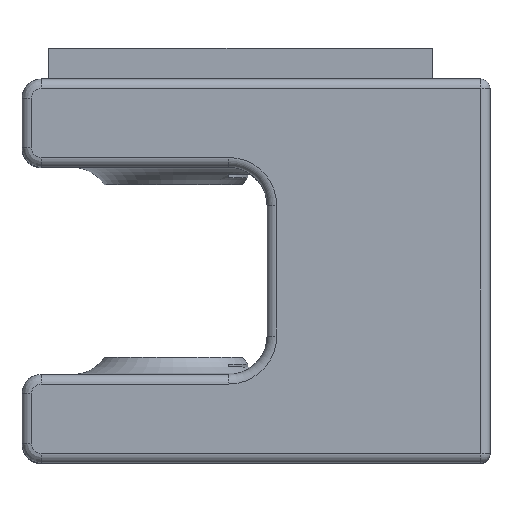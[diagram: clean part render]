
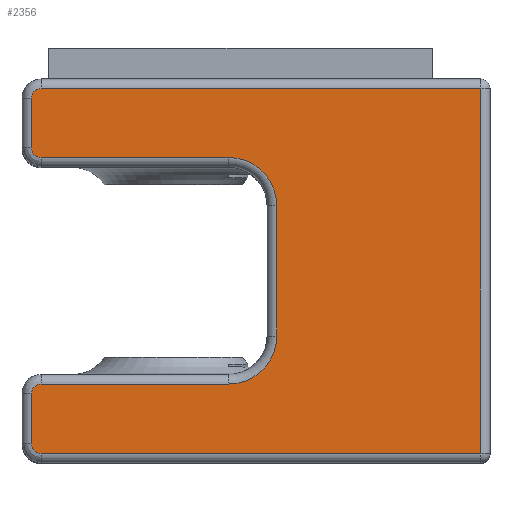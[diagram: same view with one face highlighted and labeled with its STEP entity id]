
A CAD part, top view. The second image highlights one B-rep face of the part: STEP entity #2356.
In plain terms, the highlighted planar face has unit normal (0, 0, 1).
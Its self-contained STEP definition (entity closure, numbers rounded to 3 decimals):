
#118=CIRCLE('',#2539,0.5);
#119=CIRCLE('',#2540,0.5);
#120=CIRCLE('',#2541,2.5);
#121=CIRCLE('',#2542,2.5);
#122=CIRCLE('',#2543,0.5);
#123=CIRCLE('',#2544,0.5);
#292=LINE('',#3700,#518);
#295=LINE('',#3706,#521);
#296=LINE('',#3708,#522);
#297=LINE('',#3712,#523);
#298=LINE('',#3716,#524);
#299=LINE('',#3720,#525);
#300=LINE('',#3724,#526);
#301=LINE('',#3728,#527);
#518=VECTOR('',#2932,10.);
#521=VECTOR('',#2939,10.);
#522=VECTOR('',#2940,10.);
#523=VECTOR('',#2943,10.);
#524=VECTOR('',#2946,10.);
#525=VECTOR('',#2949,10.);
#526=VECTOR('',#2952,10.);
#527=VECTOR('',#2955,10.);
#685=FACE_OUTER_BOUND('',#830,.T.);
#830=EDGE_LOOP('',(#1709,#1710,#1711,#1712,#1713,#1714,#1715,#1716,#1717,
#1718,#1719,#1720,#1721,#1722));
#1055=VERTEX_POINT('',#3688);
#1056=VERTEX_POINT('',#3692);
#1059=VERTEX_POINT('',#3705);
#1060=VERTEX_POINT('',#3707);
#1061=VERTEX_POINT('',#3709);
#1062=VERTEX_POINT('',#3711);
#1063=VERTEX_POINT('',#3713);
#1064=VERTEX_POINT('',#3715);
#1065=VERTEX_POINT('',#3717);
#1066=VERTEX_POINT('',#3719);
#1067=VERTEX_POINT('',#3721);
#1068=VERTEX_POINT('',#3723);
#1069=VERTEX_POINT('',#3725);
#1070=VERTEX_POINT('',#3727);
#1309=EDGE_CURVE('',#1056,#1055,#292,.T.);
#1312=EDGE_CURVE('',#1055,#1059,#295,.T.);
#1313=EDGE_CURVE('',#1060,#1056,#296,.T.);
#1314=EDGE_CURVE('',#1061,#1060,#118,.T.);
#1315=EDGE_CURVE('',#1062,#1061,#297,.T.);
#1316=EDGE_CURVE('',#1063,#1062,#119,.T.);
#1317=EDGE_CURVE('',#1064,#1063,#298,.T.);
#1318=EDGE_CURVE('',#1065,#1064,#120,.T.);
#1319=EDGE_CURVE('',#1066,#1065,#299,.T.);
#1320=EDGE_CURVE('',#1067,#1066,#121,.T.);
#1321=EDGE_CURVE('',#1068,#1067,#300,.T.);
#1322=EDGE_CURVE('',#1069,#1068,#122,.T.);
#1323=EDGE_CURVE('',#1070,#1069,#301,.T.);
#1324=EDGE_CURVE('',#1059,#1070,#123,.T.);
#1709=ORIENTED_EDGE('',*,*,#1312,.F.);
#1710=ORIENTED_EDGE('',*,*,#1309,.F.);
#1711=ORIENTED_EDGE('',*,*,#1313,.F.);
#1712=ORIENTED_EDGE('',*,*,#1314,.F.);
#1713=ORIENTED_EDGE('',*,*,#1315,.F.);
#1714=ORIENTED_EDGE('',*,*,#1316,.F.);
#1715=ORIENTED_EDGE('',*,*,#1317,.F.);
#1716=ORIENTED_EDGE('',*,*,#1318,.F.);
#1717=ORIENTED_EDGE('',*,*,#1319,.F.);
#1718=ORIENTED_EDGE('',*,*,#1320,.F.);
#1719=ORIENTED_EDGE('',*,*,#1321,.F.);
#1720=ORIENTED_EDGE('',*,*,#1322,.F.);
#1721=ORIENTED_EDGE('',*,*,#1323,.F.);
#1722=ORIENTED_EDGE('',*,*,#1324,.F.);
#2266=PLANE('',#2538);
#2356=ADVANCED_FACE('',(#685),#2266,.T.);
#2538=AXIS2_PLACEMENT_3D('',#3704,#2937,#2938);
#2539=AXIS2_PLACEMENT_3D('',#3710,#2941,#2942);
#2540=AXIS2_PLACEMENT_3D('',#3714,#2944,#2945);
#2541=AXIS2_PLACEMENT_3D('',#3718,#2947,#2948);
#2542=AXIS2_PLACEMENT_3D('',#3722,#2950,#2951);
#2543=AXIS2_PLACEMENT_3D('',#3726,#2953,#2954);
#2544=AXIS2_PLACEMENT_3D('',#3729,#2956,#2957);
#2932=DIRECTION('',(0.,-1.,0.));
#2937=DIRECTION('center_axis',(0.,0.,1.));
#2938=DIRECTION('ref_axis',(-1.,0.,0.));
#2939=DIRECTION('',(-1.,0.,0.));
#2940=DIRECTION('',(1.,0.,0.));
#2941=DIRECTION('center_axis',(0.,0.,-1.));
#2942=DIRECTION('ref_axis',(-0.707,0.707,0.));
#2943=DIRECTION('',(0.,1.,0.));
#2944=DIRECTION('center_axis',(0.,0.,-1.));
#2945=DIRECTION('ref_axis',(-0.707,-0.707,0.));
#2946=DIRECTION('',(-1.,0.,0.));
#2947=DIRECTION('center_axis',(0.,0.,1.));
#2948=DIRECTION('ref_axis',(0.707,0.707,0.));
#2949=DIRECTION('',(0.,1.,0.));
#2950=DIRECTION('center_axis',(0.,0.,1.));
#2951=DIRECTION('ref_axis',(0.707,-0.707,0.));
#2952=DIRECTION('',(1.,0.,0.));
#2953=DIRECTION('center_axis',(0.,0.,-1.));
#2954=DIRECTION('ref_axis',(-0.707,0.707,0.));
#2955=DIRECTION('',(0.,1.,0.));
#2956=DIRECTION('center_axis',(0.,0.,-1.));
#2957=DIRECTION('ref_axis',(-0.707,-0.707,0.));
#3688=CARTESIAN_POINT('',(21.921,32.223,18.378));
#3692=CARTESIAN_POINT('',(21.921,51.239,18.378));
#3700=CARTESIAN_POINT('',(21.921,46.735,18.378));
#3704=CARTESIAN_POINT('Origin',(8.727,41.731,18.378));
#3705=CARTESIAN_POINT('',(-0.968,32.223,18.378));
#3706=CARTESIAN_POINT('',(14.074,32.223,18.378));
#3707=CARTESIAN_POINT('',(-0.968,51.239,18.378));
#3708=CARTESIAN_POINT('',(3.379,51.239,18.378));
#3709=CARTESIAN_POINT('',(-1.468,50.739,18.378));
#3710=CARTESIAN_POINT('Origin',(-0.968,50.739,18.378));
#3711=CARTESIAN_POINT('',(-1.468,48.145,18.378));
#3712=CARTESIAN_POINT('',(-1.468,44.438,18.378));
#3713=CARTESIAN_POINT('',(-0.968,47.645,18.378));
#3714=CARTESIAN_POINT('Origin',(-0.968,48.145,18.378));
#3715=CARTESIAN_POINT('',(8.802,47.645,18.378));
#3716=CARTESIAN_POINT('',(9.764,47.645,18.378));
#3717=CARTESIAN_POINT('',(11.302,45.145,18.378));
#3718=CARTESIAN_POINT('Origin',(8.802,45.145,18.378));
#3719=CARTESIAN_POINT('',(11.302,38.339,18.378));
#3720=CARTESIAN_POINT('',(11.302,39.035,18.378));
#3721=CARTESIAN_POINT('',(8.802,35.839,18.378));
#3722=CARTESIAN_POINT('Origin',(8.802,38.339,18.378));
#3723=CARTESIAN_POINT('',(-0.968,35.839,18.378));
#3724=CARTESIAN_POINT('',(3.379,35.839,18.378));
#3725=CARTESIAN_POINT('',(-1.468,35.339,18.378));
#3726=CARTESIAN_POINT('Origin',(-0.968,35.339,18.378));
#3727=CARTESIAN_POINT('',(-1.468,32.723,18.378));
#3728=CARTESIAN_POINT('',(-1.468,36.727,18.378));
#3729=CARTESIAN_POINT('Origin',(-0.968,32.723,18.378));
